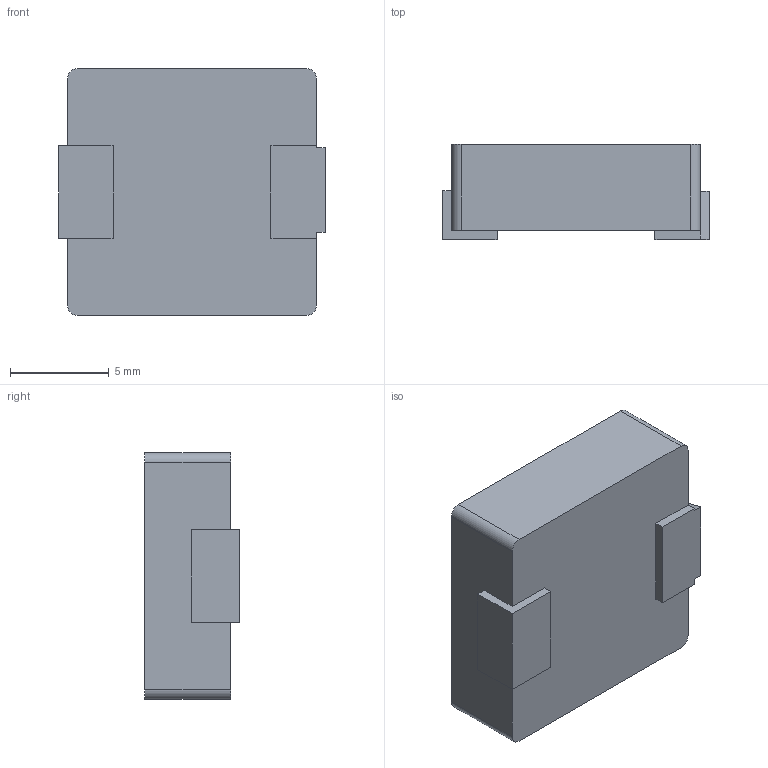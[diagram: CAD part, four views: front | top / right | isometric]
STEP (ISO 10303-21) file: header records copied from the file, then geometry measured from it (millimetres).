
FILE_DESCRIPTION (( 'STEP AP214' ), '1' );
FILE_NAME ('SRP1245A-R47M.STEP', '2024-06-01T00:50:03', ( '' ), ( '' ), 'SwSTEP 2.0', 'SolidWorks 2021', '' );
FILE_SCHEMA (( 'AUTOMOTIVE_DESIGN' ));
Length unit declared in the file: millimetre
Products named in the file (1): SRP1245A-R47M
Bounding box: 13.5 x 4.8 x 12.5 mm (x, y, z)
Volume: 703.1 mm3; surface area: 629.8 mm2
Topology: 3 solids, 3 shells, 31 faces, 73 edges, 48 vertices
Faces by surface type: plane 26, cylinder 4, bspline 1
Entity records: 1163 total; most frequent: CARTESIAN_POINT 165, ORIENTED_EDGE 146, DIRECTION 139, EDGE_CURVE 73, LINE 61, VECTOR 61, VERTEX_POINT 48, AXIS2_PLACEMENT_3D 39
